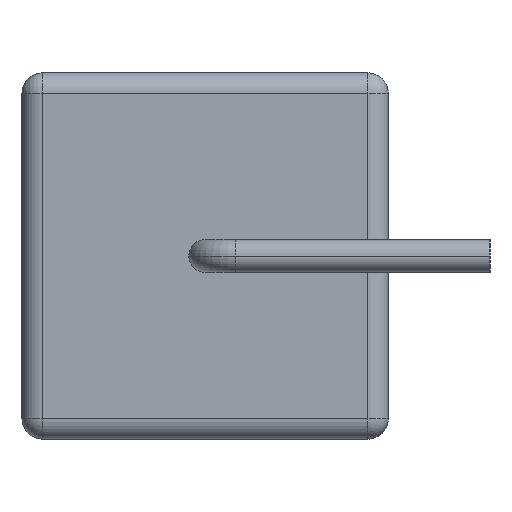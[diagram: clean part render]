
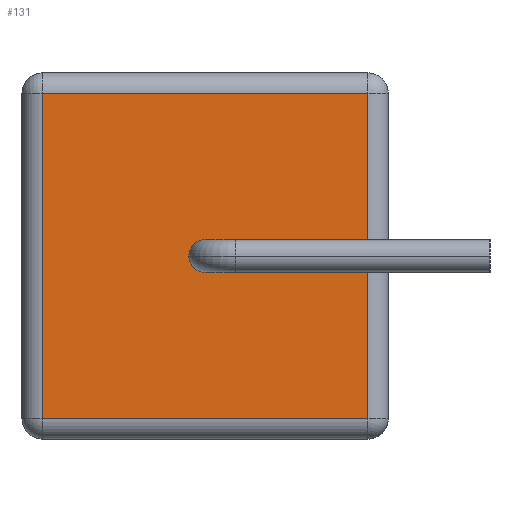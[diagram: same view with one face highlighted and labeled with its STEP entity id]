
A CAD part, left-side view. The second image highlights one B-rep face of the part: STEP entity #131.
In plain terms, the highlighted planar face has unit normal (-1, 0, 0).
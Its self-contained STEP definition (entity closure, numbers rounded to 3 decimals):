
#16 = CARTESIAN_POINT ( 'NONE',  ( -25., 9.5, 4. ) ) ;
#30 = EDGE_LOOP ( 'NONE', ( #272, #228 ) ) ;
#37 = ORIENTED_EDGE ( 'NONE', *, *, #901, .T. ) ;
#51 = VERTEX_POINT ( 'NONE', #798 ) ;
#52 = CARTESIAN_POINT ( 'NONE',  ( -25., 5., 0. ) ) ;
#77 = ORIENTED_EDGE ( 'NONE', *, *, #363, .T. ) ;
#89 = CIRCLE ( 'NONE', #1088, 0.4 ) ;
#103 = LINE ( 'NONE', #16, #535 ) ;
#106 = VERTEX_POINT ( 'NONE', #650 ) ;
#121 = CARTESIAN_POINT ( 'NONE',  ( -25., 1., 4.5 ) ) ;
#131 = ADVANCED_FACE ( 'NONE', ( #1048, #1021 ), #263, .F. ) ;
#146 = EDGE_LOOP ( 'NONE', ( #37, #77, #666, #325 ) ) ;
#161 = VERTEX_POINT ( 'NONE', #744 ) ;
#182 = CIRCLE ( 'NONE', #427, 0.4 ) ;
#210 = CARTESIAN_POINT ( 'NONE',  ( -25., 9., 4.5 ) ) ;
#218 = DIRECTION ( 'NONE',  ( 0., 0., -1. ) ) ;
#228 = ORIENTED_EDGE ( 'NONE', *, *, #432, .T. ) ;
#237 = EDGE_CURVE ( 'NONE', #1005, #161, #103, .T. ) ;
#263 = PLANE ( 'NONE',  #435 ) ;
#266 = DIRECTION ( 'NONE',  ( 1., 0., 0. ) ) ;
#272 = ORIENTED_EDGE ( 'NONE', *, *, #865, .T. ) ;
#312 = DIRECTION ( 'NONE',  ( 0., -1., 0. ) ) ;
#325 = ORIENTED_EDGE ( 'NONE', *, *, #874, .T. ) ;
#363 = EDGE_CURVE ( 'NONE', #106, #1005, #1086, .T. ) ;
#393 = LINE ( 'NONE', #210, #742 ) ;
#396 = DIRECTION ( 'NONE',  ( 1., 0., 0. ) ) ;
#427 = AXIS2_PLACEMENT_3D ( 'NONE', #1083, #913, #218 ) ;
#432 = EDGE_CURVE ( 'NONE', #51, #938, #89, .T. ) ;
#435 = AXIS2_PLACEMENT_3D ( 'NONE', #853, #266, #934 ) ;
#454 = DIRECTION ( 'NONE',  ( 0., 0., 1. ) ) ;
#480 = CARTESIAN_POINT ( 'NONE',  ( -25., 5., -0.4 ) ) ;
#535 = VECTOR ( 'NONE', #751, 1000. ) ;
#643 = VECTOR ( 'NONE', #454, 1000. ) ;
#650 = CARTESIAN_POINT ( 'NONE',  ( -25., 1., -4. ) ) ;
#663 = CARTESIAN_POINT ( 'NONE',  ( -25., 1., 4. ) ) ;
#666 = ORIENTED_EDGE ( 'NONE', *, *, #237, .T. ) ;
#720 = DIRECTION ( 'NONE',  ( 0., 0., -1. ) ) ;
#742 = VECTOR ( 'NONE', #720, 1000. ) ;
#744 = CARTESIAN_POINT ( 'NONE',  ( -25., 9., 4. ) ) ;
#751 = DIRECTION ( 'NONE',  ( 0., 1., 0. ) ) ;
#798 = CARTESIAN_POINT ( 'NONE',  ( -25., 5., 0.4 ) ) ;
#803 = CARTESIAN_POINT ( 'NONE',  ( -25., 9.5, -4. ) ) ;
#821 = LINE ( 'NONE', #803, #1055 ) ;
#850 = VERTEX_POINT ( 'NONE', #970 ) ;
#853 = CARTESIAN_POINT ( 'NONE',  ( -25., 9.5, 4.5 ) ) ;
#865 = EDGE_CURVE ( 'NONE', #938, #51, #182, .T. ) ;
#874 = EDGE_CURVE ( 'NONE', #161, #850, #393, .T. ) ;
#894 = DIRECTION ( 'NONE',  ( 0., 0., -1. ) ) ;
#901 = EDGE_CURVE ( 'NONE', #850, #106, #821, .T. ) ;
#913 = DIRECTION ( 'NONE',  ( 1., 0., 0. ) ) ;
#934 = DIRECTION ( 'NONE',  ( 0., 0., -1. ) ) ;
#938 = VERTEX_POINT ( 'NONE', #480 ) ;
#970 = CARTESIAN_POINT ( 'NONE',  ( -25., 9., -4. ) ) ;
#1005 = VERTEX_POINT ( 'NONE', #663 ) ;
#1021 = FACE_OUTER_BOUND ( 'NONE', #146, .T. ) ;
#1048 = FACE_BOUND ( 'NONE', #30, .T. ) ;
#1055 = VECTOR ( 'NONE', #312, 1000. ) ;
#1083 = CARTESIAN_POINT ( 'NONE',  ( -25., 5., 0. ) ) ;
#1086 = LINE ( 'NONE', #121, #643 ) ;
#1088 = AXIS2_PLACEMENT_3D ( 'NONE', #52, #396, #894 ) ;
